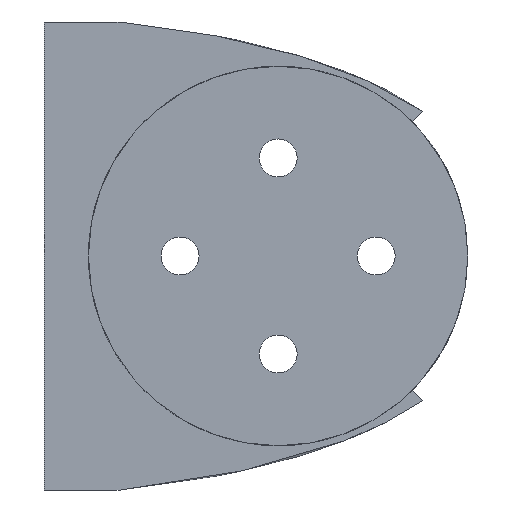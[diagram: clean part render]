
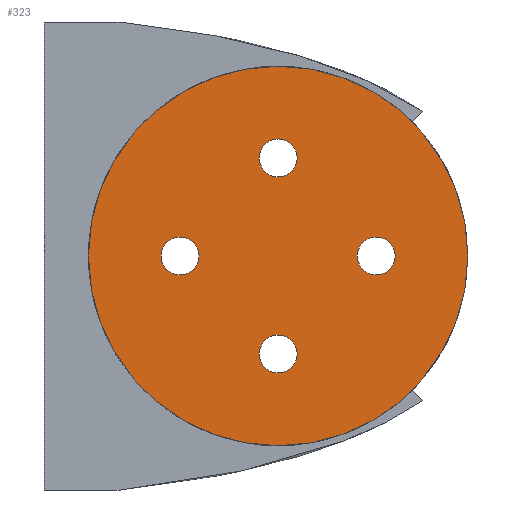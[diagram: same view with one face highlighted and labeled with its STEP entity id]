
A CAD part, left-side view. The second image highlights one B-rep face of the part: STEP entity #323.
In plain terms, the highlighted planar face has unit normal (-1, 0, 0).
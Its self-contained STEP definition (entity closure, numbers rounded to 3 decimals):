
#28=FACE_BOUND('',#82,.T.);
#29=FACE_BOUND('',#83,.T.);
#30=FACE_BOUND('',#84,.T.);
#31=FACE_BOUND('',#85,.T.);
#39=CIRCLE('',#353,1.5);
#40=CIRCLE('',#355,1.5);
#41=CIRCLE('',#357,1.5);
#42=CIRCLE('',#359,1.5);
#43=CIRCLE('',#363,15.);
#60=FACE_OUTER_BOUND('',#81,.T.);
#81=EDGE_LOOP('',(#292));
#82=EDGE_LOOP('',(#293));
#83=EDGE_LOOP('',(#294));
#84=EDGE_LOOP('',(#295));
#85=EDGE_LOOP('',(#296));
#163=VERTEX_POINT('',#646);
#164=VERTEX_POINT('',#650);
#165=VERTEX_POINT('',#654);
#166=VERTEX_POINT('',#658);
#167=VERTEX_POINT('',#665);
#200=EDGE_CURVE('',#163,#163,#39,.T.);
#202=EDGE_CURVE('',#164,#164,#40,.T.);
#204=EDGE_CURVE('',#165,#165,#41,.T.);
#206=EDGE_CURVE('',#166,#166,#42,.T.);
#210=EDGE_CURVE('',#167,#167,#43,.T.);
#292=ORIENTED_EDGE('',*,*,#210,.F.);
#293=ORIENTED_EDGE('',*,*,#200,.T.);
#294=ORIENTED_EDGE('',*,*,#202,.T.);
#295=ORIENTED_EDGE('',*,*,#204,.T.);
#296=ORIENTED_EDGE('',*,*,#206,.T.);
#306=PLANE('',#364);
#323=ADVANCED_FACE('',(#60,#28,#29,#30,#31),#306,.F.);
#353=AXIS2_PLACEMENT_3D('',#647,#416,#417);
#355=AXIS2_PLACEMENT_3D('',#651,#421,#422);
#357=AXIS2_PLACEMENT_3D('',#655,#426,#427);
#359=AXIS2_PLACEMENT_3D('',#659,#431,#432);
#363=AXIS2_PLACEMENT_3D('',#667,#442,#443);
#364=AXIS2_PLACEMENT_3D('',#668,#444,#445);
#416=DIRECTION('center_axis',(1.,0.,0.));
#417=DIRECTION('ref_axis',(0.,-1.,0.));
#421=DIRECTION('center_axis',(1.,0.,0.));
#422=DIRECTION('ref_axis',(0.,-1.,0.));
#426=DIRECTION('center_axis',(1.,0.,0.));
#427=DIRECTION('ref_axis',(0.,-1.,0.));
#431=DIRECTION('center_axis',(1.,0.,0.));
#432=DIRECTION('ref_axis',(0.,-1.,0.));
#442=DIRECTION('center_axis',(1.,0.,0.));
#443=DIRECTION('ref_axis',(0.,1.,0.));
#444=DIRECTION('center_axis',(1.,0.,0.));
#445=DIRECTION('ref_axis',(0.,1.,0.));
#646=CARTESIAN_POINT('',(0.,9.25,0.));
#647=CARTESIAN_POINT('Origin',(0.,7.75,0.));
#650=CARTESIAN_POINT('',(0.,1.5,7.75));
#651=CARTESIAN_POINT('Origin',(0.,0.,7.75));
#654=CARTESIAN_POINT('',(0.,-6.25,0.));
#655=CARTESIAN_POINT('Origin',(0.,-7.75,0.));
#658=CARTESIAN_POINT('',(0.,1.5,-7.75));
#659=CARTESIAN_POINT('Origin',(0.,0.,-7.75));
#665=CARTESIAN_POINT('',(0.,-15.,0.));
#667=CARTESIAN_POINT('Origin',(0.,0.,0.));
#668=CARTESIAN_POINT('Origin',(0.,0.,0.));
